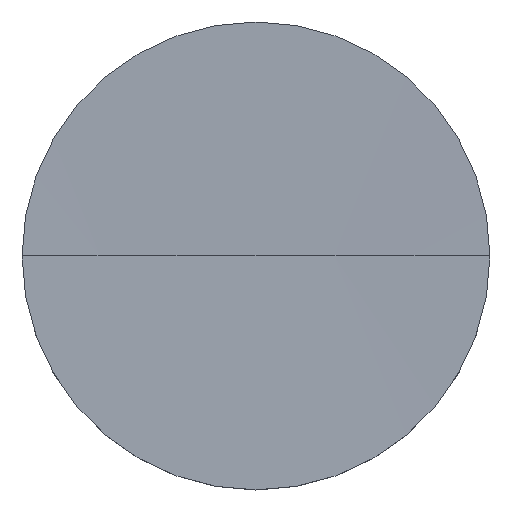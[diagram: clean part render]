
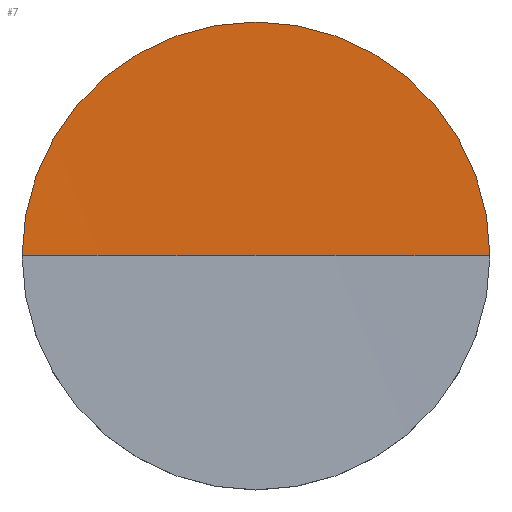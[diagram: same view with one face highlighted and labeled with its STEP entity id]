
A CAD part, top view. The second image highlights one B-rep face of the part: STEP entity #7.
In plain terms, the highlighted spherical face has radius 3000 mm.
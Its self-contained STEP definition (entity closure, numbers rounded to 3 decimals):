
#7 = ADVANCED_FACE ( 'NONE', ( #183 ), #28, .F. ) ;
#8 = VERTEX_POINT ( 'NONE', #48 ) ;
#11 = CIRCLE ( 'NONE', #46, 3000. ) ;
#27 = ORIENTED_EDGE ( 'NONE', *, *, #178, .F. ) ;
#28 = SPHERICAL_SURFACE ( 'NONE', #141, 3000. ) ;
#39 = VERTEX_POINT ( 'NONE', #185 ) ;
#44 = CARTESIAN_POINT ( 'NONE',  ( 0., 0., 15. ) ) ;
#46 = AXIS2_PLACEMENT_3D ( 'NONE', #59, #123, #179 ) ;
#48 = CARTESIAN_POINT ( 'NONE',  ( 50.8, 0., 15. ) ) ;
#59 = CARTESIAN_POINT ( 'NONE',  ( 0., 0., 3014.57 ) ) ;
#67 = CIRCLE ( 'NONE', #130, 50.8 ) ;
#86 = DIRECTION ( 'NONE',  ( 1., 0., 0. ) ) ;
#95 = EDGE_CURVE ( 'NONE', #8, #106, #166, .T. ) ;
#106 = VERTEX_POINT ( 'NONE', #201 ) ;
#123 = DIRECTION ( 'NONE',  ( 0., -1., 0. ) ) ;
#129 = DIRECTION ( 'NONE',  ( 1., 0., 0. ) ) ;
#130 = AXIS2_PLACEMENT_3D ( 'NONE', #44, #159, #86 ) ;
#139 = ORIENTED_EDGE ( 'NONE', *, *, #169, .T. ) ;
#141 = AXIS2_PLACEMENT_3D ( 'NONE', #167, #153, #129 ) ;
#142 = CARTESIAN_POINT ( 'NONE',  ( 0., 0., 3014.57 ) ) ;
#149 = EDGE_LOOP ( 'NONE', ( #27, #139, #192 ) ) ;
#153 = DIRECTION ( 'NONE',  ( 0., -1., 0. ) ) ;
#159 = DIRECTION ( 'NONE',  ( 0., 0., -1. ) ) ;
#166 = CIRCLE ( 'NONE', #174, 3000. ) ;
#167 = CARTESIAN_POINT ( 'NONE',  ( 0., 0., 3014.57 ) ) ;
#169 = EDGE_CURVE ( 'NONE', #39, #106, #11, .T. ) ;
#174 = AXIS2_PLACEMENT_3D ( 'NONE', #142, #184, #199 ) ;
#178 = EDGE_CURVE ( 'NONE', #39, #8, #67, .T. ) ;
#179 = DIRECTION ( 'NONE',  ( 1., 0., 0. ) ) ;
#183 = FACE_OUTER_BOUND ( 'NONE', #149, .T. ) ;
#184 = DIRECTION ( 'NONE',  ( 0., 1., 0. ) ) ;
#185 = CARTESIAN_POINT ( 'NONE',  ( -50.8, 0., 15. ) ) ;
#192 = ORIENTED_EDGE ( 'NONE', *, *, #95, .F. ) ;
#199 = DIRECTION ( 'NONE',  ( 0., 0., 1. ) ) ;
#201 = CARTESIAN_POINT ( 'NONE',  ( 0., 0., 14.57 ) ) ;
